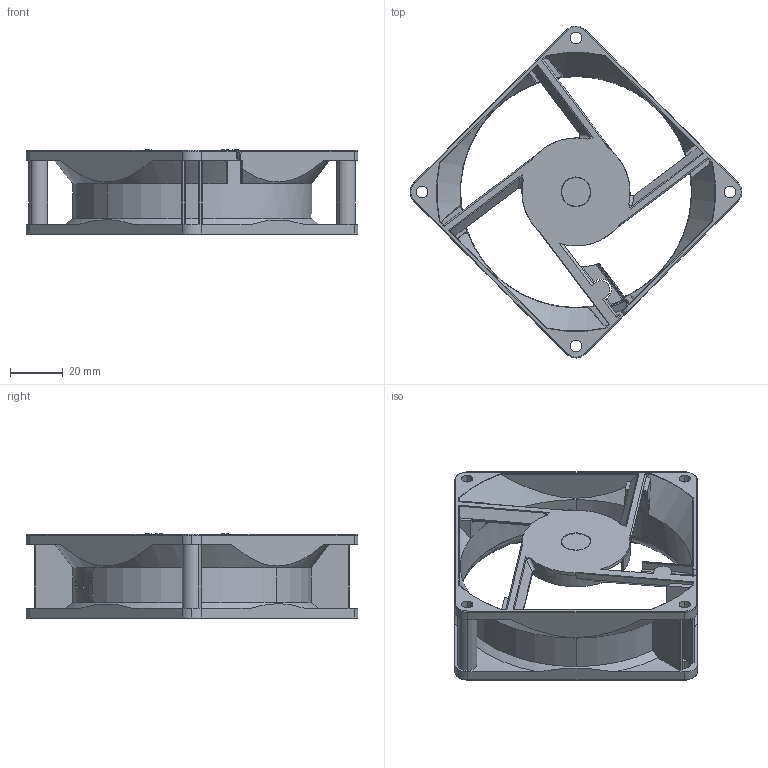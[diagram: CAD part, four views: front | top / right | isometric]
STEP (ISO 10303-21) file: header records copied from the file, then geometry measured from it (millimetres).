
FILE_DESCRIPTION (( 'STEP AP203' ), '1' );
FILE_NAME ('OA9232EC_m0_frame.stp', '2023-02-13T16:48:32', ( '' ), ( '' ), 'SwSTEP 2.0', 'SolidWorks 2018', '' );
FILE_SCHEMA (( 'CONFIG_CONTROL_DESIGN' ));
Length unit declared in the file: millimetre
Products named in the file (1): OA9232EC_m0_frame
Bounding box: 125.96 x 125.95 x 32.29 mm (x, y, z)
Volume: 30959.2 mm3; surface area: 36215.7 mm2
Topology: 1 solids, 1 shells, 513 faces, 1347 edges, 837 vertices
Faces by surface type: cylinder 182, plane 157, bspline 79, torus 70, cone 25
Entity records: 25765 total; most frequent: CARTESIAN_POINT 15057, ORIENTED_EDGE 2692, DIRECTION 1510, EDGE_CURVE 1346, B_SPLINE_CURVE_WITH_KNOTS 911, VERTEX_POINT 837, AXIS2_PLACEMENT_3D 663, EDGE_LOOP 541
